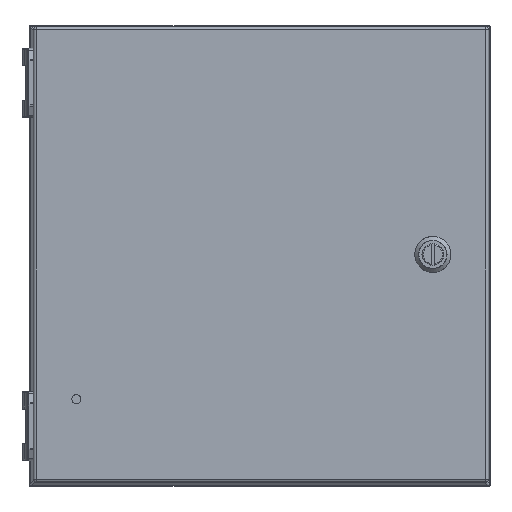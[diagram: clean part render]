
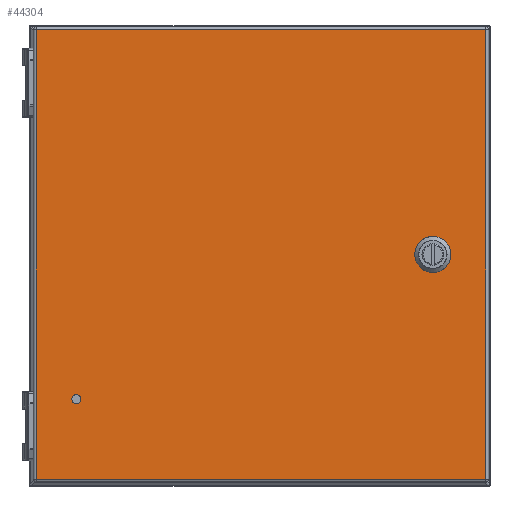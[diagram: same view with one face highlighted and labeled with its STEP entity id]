
A CAD part, top view. The second image highlights one B-rep face of the part: STEP entity #44304.
In plain terms, the highlighted planar face has unit normal (0, 0, 1).
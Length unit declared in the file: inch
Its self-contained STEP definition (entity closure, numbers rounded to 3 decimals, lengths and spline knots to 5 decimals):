
#178 = VERTEX_POINT ( 'NONE', #36728 ) ;
#468 = DIRECTION ( 'NONE',  ( 0., 0., 1. ) ) ;
#728 = CARTESIAN_POINT ( 'NONE',  ( 2.17746, 1.17801, 2.62523 ) ) ;
#937 = CARTESIAN_POINT ( 'NONE',  ( 2.57344, 1.57399, 2.62523 ) ) ;
#1210 = CARTESIAN_POINT ( 'NONE',  ( 3.66301, -0.30753, 2.62523 ) ) ;
#1274 = ORIENTED_EDGE ( 'NONE', *, *, #30019, .T. ) ;
#1500 = CARTESIAN_POINT ( 'NONE',  ( -3.9375, -3.16, 2.62523 ) ) ;
#1753 = VECTOR ( 'NONE', #30260, 39.37008 ) ;
#2886 = EDGE_CURVE ( 'NONE', #41797, #41797, #25028, .T. ) ;
#3057 = CIRCLE ( 'NONE', #27522, 0.32 ) ;
#3425 = CARTESIAN_POINT ( 'NONE',  ( 0.99945, 0., 2.62523 ) ) ;
#3668 = EDGE_CURVE ( 'NONE', #12251, #14813, #37285, .T. ) ;
#3820 = EDGE_CURVE ( 'NONE', #43674, #39402, #31094, .T. ) ;
#4194 = VERTEX_POINT ( 'NONE', #18886 ) ;
#4281 = DIRECTION ( 'NONE',  ( -1., 0., 0. ) ) ;
#4542 = ORIENTED_EDGE ( 'NONE', *, *, #3820, .T. ) ;
#6306 = AXIS2_PLACEMENT_3D ( 'NONE', #3425, #7265, #52258 ) ;
#6340 = CARTESIAN_POINT ( 'NONE',  ( -4.03555, -3.16, 2.62523 ) ) ;
#6620 = VECTOR ( 'NONE', #18885, 39.37008 ) ;
#7040 = DIRECTION ( 'NONE',  ( 0., 0., 1. ) ) ;
#7265 = DIRECTION ( 'NONE',  ( 0., 0., 1. ) ) ;
#7341 = ORIENTED_EDGE ( 'NONE', *, *, #32983, .F. ) ;
#7716 = ORIENTED_EDGE ( 'NONE', *, *, #47371, .F. ) ;
#9278 = DIRECTION ( 'NONE',  ( -0.707, 0.707, 0. ) ) ;
#10156 = EDGE_CURVE ( 'NONE', #12251, #178, #23383, .T. ) ;
#10370 = VERTEX_POINT ( 'NONE', #33357 ) ;
#10431 = CARTESIAN_POINT ( 'NONE',  ( 4.05899, -0.08845, 2.62523 ) ) ;
#10540 = ORIENTED_EDGE ( 'NONE', *, *, #49050, .T. ) ;
#11306 = EDGE_CURVE ( 'NONE', #39402, #41960, #55608, .T. ) ;
#11444 = DIRECTION ( 'NONE',  ( 0., -1., 0. ) ) ;
#11692 = FACE_OUTER_BOUND ( 'NONE', #38356, .T. ) ;
#12251 = VERTEX_POINT ( 'NONE', #1210 ) ;
#13897 = CARTESIAN_POINT ( 'NONE',  ( -4.91055, 4.91, 2.62523 ) ) ;
#14144 = VERTEX_POINT ( 'NONE', #58032 ) ;
#14590 = VECTOR ( 'NONE', #11444, 39.37008 ) ;
#14813 = VERTEX_POINT ( 'NONE', #31471 ) ;
#15295 = CARTESIAN_POINT ( 'NONE',  ( 3.75145, 0., 2.62523 ) ) ;
#17774 = ORIENTED_EDGE ( 'NONE', *, *, #11306, .T. ) ;
#18096 = CARTESIAN_POINT ( 'NONE',  ( 4.90945, 4.91, 2.62523 ) ) ;
#18531 = VECTOR ( 'NONE', #49025, 39.37008 ) ;
#18885 = DIRECTION ( 'NONE',  ( 0.707, -0.707, 0. ) ) ;
#18886 = CARTESIAN_POINT ( 'NONE',  ( 3.44392, 0.08845, 2.62523 ) ) ;
#20289 = CARTESIAN_POINT ( 'NONE',  ( -4.91055, -4.91, 2.62523 ) ) ;
#21527 = ORIENTED_EDGE ( 'NONE', *, *, #51665, .T. ) ;
#21653 = CARTESIAN_POINT ( 'NONE',  ( -4.97055, 4.91, 2.62523 ) ) ;
#22907 = AXIS2_PLACEMENT_3D ( 'NONE', #15295, #47619, #38789 ) ;
#23383 = LINE ( 'NONE', #728, #31753 ) ;
#23997 = VERTEX_POINT ( 'NONE', #13897 ) ;
#24025 = ORIENTED_EDGE ( 'NONE', *, *, #25536, .F. ) ;
#24827 = DIRECTION ( 'NONE',  ( 0., 0., 1. ) ) ;
#24984 = DIRECTION ( 'NONE',  ( 1., 0., 0. ) ) ;
#25028 = CIRCLE ( 'NONE', #57839, 0.09805 ) ;
#25426 = VERTEX_POINT ( 'NONE', #10431 ) ;
#25536 = EDGE_CURVE ( 'NONE', #25426, #29557, #3057, .T. ) ;
#26442 = CARTESIAN_POINT ( 'NONE',  ( 2.17746, -1.17801, 2.62523 ) ) ;
#27101 = VECTOR ( 'NONE', #45650, 39.37008 ) ;
#27522 = AXIS2_PLACEMENT_3D ( 'NONE', #43294, #43871, #47719 ) ;
#28036 = CARTESIAN_POINT ( 'NONE',  ( 4.90945, -4.91, 2.62523 ) ) ;
#29210 = ORIENTED_EDGE ( 'NONE', *, *, #10156, .T. ) ;
#29557 = VERTEX_POINT ( 'NONE', #45981 ) ;
#29627 = PLANE ( 'NONE',  #6306 ) ;
#30019 = EDGE_CURVE ( 'NONE', #14144, #29557, #50344, .T. ) ;
#30084 = ORIENTED_EDGE ( 'NONE', *, *, #2886, .F. ) ;
#30196 = FACE_BOUND ( 'NONE', #54071, .T. ) ;
#30260 = DIRECTION ( 'NONE',  ( 0.707, 0.707, 0. ) ) ;
#30508 = CARTESIAN_POINT ( 'NONE',  ( 4.96945, -4.91, 2.62523 ) ) ;
#30743 = EDGE_CURVE ( 'NONE', #25426, #14813, #37148, .T. ) ;
#31094 = LINE ( 'NONE', #30508, #18531 ) ;
#31471 = CARTESIAN_POINT ( 'NONE',  ( 3.8399, -0.30753, 2.62523 ) ) ;
#31721 = ORIENTED_EDGE ( 'NONE', *, *, #3668, .F. ) ;
#31753 = VECTOR ( 'NONE', #9278, 39.37008 ) ;
#32983 = EDGE_CURVE ( 'NONE', #4194, #178, #34133, .T. ) ;
#33357 = CARTESIAN_POINT ( 'NONE',  ( 3.66301, 0.30753, 2.62523 ) ) ;
#33415 = EDGE_CURVE ( 'NONE', #41960, #23997, #44561, .T. ) ;
#34133 = CIRCLE ( 'NONE', #22907, 0.32 ) ;
#34359 = LINE ( 'NONE', #52302, #14590 ) ;
#36728 = CARTESIAN_POINT ( 'NONE',  ( 3.44392, -0.08845, 2.62523 ) ) ;
#37148 = LINE ( 'NONE', #55064, #47921 ) ;
#37285 = CIRCLE ( 'NONE', #42898, 0.32 ) ;
#38356 = EDGE_LOOP ( 'NONE', ( #17774, #54626, #21527, #4542 ) ) ;
#38789 = DIRECTION ( 'NONE',  ( 1., 0., 0. ) ) ;
#39402 = VERTEX_POINT ( 'NONE', #28036 ) ;
#40726 = VECTOR ( 'NONE', #4281, 39.37008 ) ;
#41797 = VERTEX_POINT ( 'NONE', #1500 ) ;
#41856 = ORIENTED_EDGE ( 'NONE', *, *, #30743, .T. ) ;
#41960 = VERTEX_POINT ( 'NONE', #18096 ) ;
#42754 = DIRECTION ( 'NONE',  ( 1., 0., 0. ) ) ;
#42898 = AXIS2_PLACEMENT_3D ( 'NONE', #48198, #7040, #24984 ) ;
#43294 = CARTESIAN_POINT ( 'NONE',  ( 3.75145, 0., 2.62523 ) ) ;
#43482 = LINE ( 'NONE', #26442, #1753 ) ;
#43674 = VERTEX_POINT ( 'NONE', #20289 ) ;
#43871 = DIRECTION ( 'NONE',  ( 0., 0., 1. ) ) ;
#44304 = ADVANCED_FACE ( 'NONE', ( #30196, #51966, #11692 ), #29627, .T. ) ;
#44561 = LINE ( 'NONE', #21653, #40726 ) ;
#44903 = CIRCLE ( 'NONE', #49627, 0.32 ) ;
#45293 = EDGE_LOOP ( 'NONE', ( #30084 ) ) ;
#45650 = DIRECTION ( 'NONE',  ( 0., 1., 0. ) ) ;
#45981 = CARTESIAN_POINT ( 'NONE',  ( 4.05899, 0.08845, 2.62523 ) ) ;
#47157 = CARTESIAN_POINT ( 'NONE',  ( 3.75145, 0., 2.62523 ) ) ;
#47371 = EDGE_CURVE ( 'NONE', #14144, #10370, #44903, .T. ) ;
#47619 = DIRECTION ( 'NONE',  ( 0., 0., 1. ) ) ;
#47719 = DIRECTION ( 'NONE',  ( 1., 0., 0. ) ) ;
#47921 = VECTOR ( 'NONE', #49516, 39.37008 ) ;
#48198 = CARTESIAN_POINT ( 'NONE',  ( 3.75145, 0., 2.62523 ) ) ;
#49025 = DIRECTION ( 'NONE',  ( 1., 0., 0. ) ) ;
#49050 = EDGE_CURVE ( 'NONE', #4194, #10370, #43482, .T. ) ;
#49516 = DIRECTION ( 'NONE',  ( -0.707, -0.707, 0. ) ) ;
#49627 = AXIS2_PLACEMENT_3D ( 'NONE', #47157, #24827, #42754 ) ;
#50344 = LINE ( 'NONE', #937, #6620 ) ;
#51665 = EDGE_CURVE ( 'NONE', #23997, #43674, #34359, .T. ) ;
#51966 = FACE_BOUND ( 'NONE', #45293, .T. ) ;
#52258 = DIRECTION ( 'NONE',  ( 1., 0., 0. ) ) ;
#52302 = CARTESIAN_POINT ( 'NONE',  ( -4.91055, -4.97, 2.62523 ) ) ;
#54071 = EDGE_LOOP ( 'NONE', ( #7341, #10540, #7716, #1274, #24025, #41856, #31721, #29210 ) ) ;
#54269 = DIRECTION ( 'NONE',  ( 1., 0., 0. ) ) ;
#54626 = ORIENTED_EDGE ( 'NONE', *, *, #33415, .T. ) ;
#54760 = CARTESIAN_POINT ( 'NONE',  ( 4.90945, 4.97, 2.62523 ) ) ;
#55064 = CARTESIAN_POINT ( 'NONE',  ( 2.57344, -1.57399, 2.62523 ) ) ;
#55608 = LINE ( 'NONE', #54760, #27101 ) ;
#57839 = AXIS2_PLACEMENT_3D ( 'NONE', #6340, #468, #54269 ) ;
#58032 = CARTESIAN_POINT ( 'NONE',  ( 3.8399, 0.30753, 2.62523 ) ) ;
